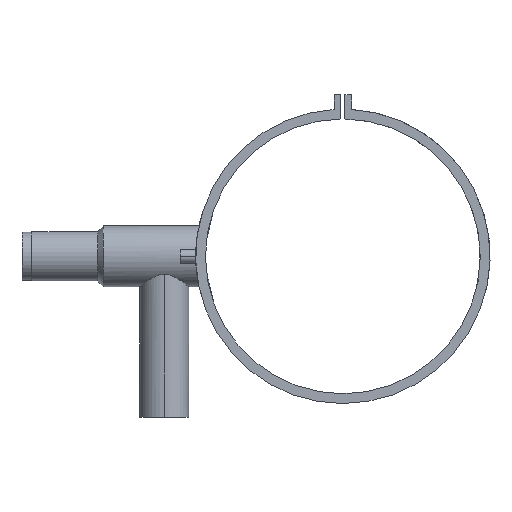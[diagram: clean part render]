
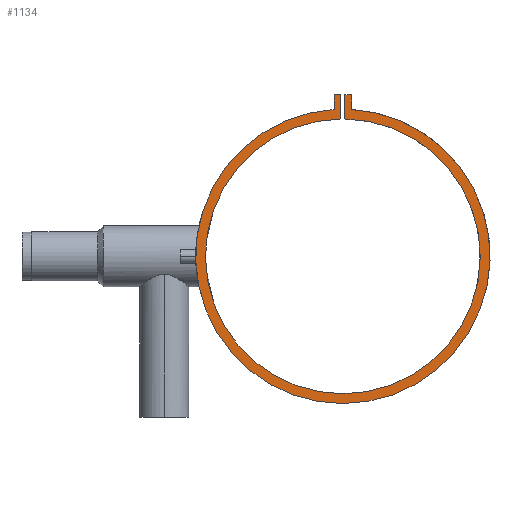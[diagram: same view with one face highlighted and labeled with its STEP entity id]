
A CAD part, left-side view. The second image highlights one B-rep face of the part: STEP entity #1134.
In plain terms, the highlighted planar face has unit normal (-1, 0, 0).
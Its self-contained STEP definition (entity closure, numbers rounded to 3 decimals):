
#6 = EDGE_CURVE ( 'NONE', #1484, #1189, #652, .T. ) ;
#86 = VERTEX_POINT ( 'NONE', #2430 ) ;
#89 = DIRECTION ( 'NONE',  ( 1., 0., 0. ) ) ;
#100 = VERTEX_POINT ( 'NONE', #1352 ) ;
#138 = DIRECTION ( 'NONE',  ( 0., -1., 0. ) ) ;
#156 = LINE ( 'NONE', #1052, #755 ) ;
#239 = CARTESIAN_POINT ( 'NONE',  ( -80., -2., 164.73 ) ) ;
#262 = ORIENTED_EDGE ( 'NONE', *, *, #410, .F. ) ;
#275 = ORIENTED_EDGE ( 'NONE', *, *, #777, .F. ) ;
#278 = ORIENTED_EDGE ( 'NONE', *, *, #963, .F. ) ;
#294 = ORIENTED_EDGE ( 'NONE', *, *, #2356, .F. ) ;
#301 = ORIENTED_EDGE ( 'NONE', *, *, #1086, .F. ) ;
#325 = VERTEX_POINT ( 'NONE', #1686 ) ;
#334 = ORIENTED_EDGE ( 'NONE', *, *, #1298, .F. ) ;
#351 = ORIENTED_EDGE ( 'NONE', *, *, #6, .F. ) ;
#361 = ORIENTED_EDGE ( 'NONE', *, *, #863, .F. ) ;
#391 = VECTOR ( 'NONE', #2188, 1000. ) ;
#410 = EDGE_CURVE ( 'NONE', #86, #2294, #2453, .T. ) ;
#467 = CARTESIAN_POINT ( 'NONE',  ( -80., -2., 164.73 ) ) ;
#477 = LINE ( 'NONE', #1320, #2094 ) ;
#487 = CARTESIAN_POINT ( 'NONE',  ( -80., -9., 164.73 ) ) ;
#590 = AXIS2_PLACEMENT_3D ( 'NONE', #2326, #609, #1430 ) ;
#600 = CARTESIAN_POINT ( 'NONE',  ( -80., 9., 164.73 ) ) ;
#609 = DIRECTION ( 'NONE',  ( 1., 0., 0. ) ) ;
#652 = LINE ( 'NONE', #1469, #391 ) ;
#753 = CARTESIAN_POINT ( 'NONE',  ( -80., 9., 164.73 ) ) ;
#755 = VECTOR ( 'NONE', #1817, 1000. ) ;
#777 = EDGE_CURVE ( 'NONE', #2294, #325, #477, .T. ) ;
#780 = VERTEX_POINT ( 'NONE', #239 ) ;
#811 = FACE_OUTER_BOUND ( 'NONE', #1555, .T. ) ;
#863 = EDGE_CURVE ( 'NONE', #1189, #86, #2467, .T. ) ;
#963 = EDGE_CURVE ( 'NONE', #325, #1569, #156, .T. ) ;
#998 = DIRECTION ( 'NONE',  ( 0., 0., -1. ) ) ;
#1017 = CARTESIAN_POINT ( 'NONE',  ( -80., 0., 0. ) ) ;
#1052 = CARTESIAN_POINT ( 'NONE',  ( -80., 2., 164.73 ) ) ;
#1066 = VECTOR ( 'NONE', #1312, 1000. ) ;
#1086 = EDGE_CURVE ( 'NONE', #100, #780, #2216, .T. ) ;
#1134 = ADVANCED_FACE ( 'NONE', ( #811 ), #1612, .F. ) ;
#1159 = CIRCLE ( 'NONE', #2501, 140. ) ;
#1189 = VERTEX_POINT ( 'NONE', #2419 ) ;
#1240 = LINE ( 'NONE', #1985, #2460 ) ;
#1298 = EDGE_CURVE ( 'NONE', #780, #1484, #1240, .T. ) ;
#1312 = DIRECTION ( 'NONE',  ( 0., 0., 1. ) ) ;
#1320 = CARTESIAN_POINT ( 'NONE',  ( -80., 9., 164.73 ) ) ;
#1352 = CARTESIAN_POINT ( 'NONE',  ( -80., -2., 139.986 ) ) ;
#1430 = DIRECTION ( 'NONE',  ( 0., 0., -1. ) ) ;
#1454 = AXIS2_PLACEMENT_3D ( 'NONE', #1954, #89, #998 ) ;
#1469 = CARTESIAN_POINT ( 'NONE',  ( -80., -9., 164.73 ) ) ;
#1484 = VERTEX_POINT ( 'NONE', #487 ) ;
#1555 = EDGE_LOOP ( 'NONE', ( #361, #351, #334, #301, #294, #278, #275, #262 ) ) ;
#1563 = DIRECTION ( 'NONE',  ( 0., 0., 1. ) ) ;
#1569 = VERTEX_POINT ( 'NONE', #1883 ) ;
#1612 = PLANE ( 'NONE',  #590 ) ;
#1680 = VECTOR ( 'NONE', #1563, 1000. ) ;
#1686 = CARTESIAN_POINT ( 'NONE',  ( -80., 2., 164.73 ) ) ;
#1793 = DIRECTION ( 'NONE',  ( -1., 0., 0. ) ) ;
#1817 = DIRECTION ( 'NONE',  ( 0., 0., -1. ) ) ;
#1883 = CARTESIAN_POINT ( 'NONE',  ( -80., 2., 139.986 ) ) ;
#1954 = CARTESIAN_POINT ( 'NONE',  ( -80., 0., 0. ) ) ;
#1985 = CARTESIAN_POINT ( 'NONE',  ( -80., -2., 164.73 ) ) ;
#2054 = DIRECTION ( 'NONE',  ( 0., -1., 0. ) ) ;
#2094 = VECTOR ( 'NONE', #2054, 1000. ) ;
#2188 = DIRECTION ( 'NONE',  ( 0., 0., -1. ) ) ;
#2216 = LINE ( 'NONE', #467, #1066 ) ;
#2294 = VERTEX_POINT ( 'NONE', #600 ) ;
#2326 = CARTESIAN_POINT ( 'NONE',  ( -80., 0., 0. ) ) ;
#2356 = EDGE_CURVE ( 'NONE', #1569, #100, #1159, .T. ) ;
#2419 = CARTESIAN_POINT ( 'NONE',  ( -80., -9., 149.73 ) ) ;
#2430 = CARTESIAN_POINT ( 'NONE',  ( -80., 9., 149.73 ) ) ;
#2453 = LINE ( 'NONE', #753, #1680 ) ;
#2460 = VECTOR ( 'NONE', #138, 1000. ) ;
#2467 = CIRCLE ( 'NONE', #1454, 150. ) ;
#2501 = AXIS2_PLACEMENT_3D ( 'NONE', #1017, #1793, #2505 ) ;
#2505 = DIRECTION ( 'NONE',  ( 0., 0., -1. ) ) ;
